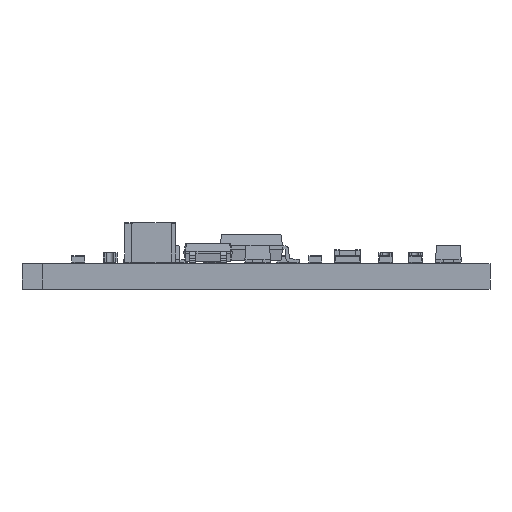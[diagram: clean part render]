
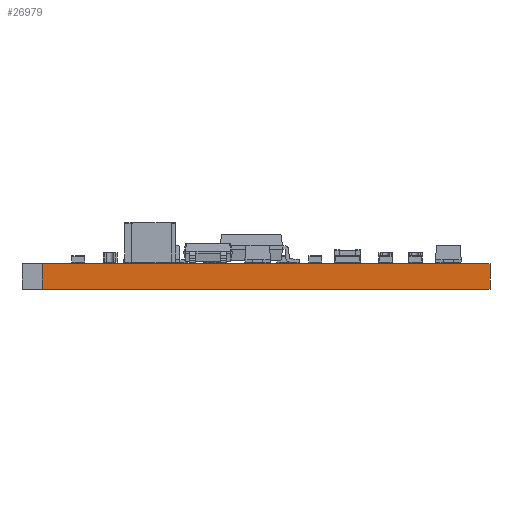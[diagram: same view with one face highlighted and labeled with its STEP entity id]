
A CAD part, front view. The second image highlights one B-rep face of the part: STEP entity #26979.
In plain terms, the highlighted planar face has unit normal (0, -1, 0).
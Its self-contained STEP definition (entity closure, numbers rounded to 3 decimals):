
#25630 = PLANE('',#25631);
#25631 = AXIS2_PLACEMENT_3D('',#25632,#25633,#25634);
#25632 = CARTESIAN_POINT('',(115.112,-74.812,1.6));
#25633 = DIRECTION('',(0.,0.,1.));
#25634 = DIRECTION('',(1.,0.,0.));
#25684 = PLANE('',#25685);
#25685 = AXIS2_PLACEMENT_3D('',#25686,#25687,#25688);
#25686 = CARTESIAN_POINT('',(115.112,-74.812,0.));
#25687 = DIRECTION('',(0.,0.,1.));
#25688 = DIRECTION('',(1.,0.,0.));
#25815 = PLANE('',#25816);
#25816 = AXIS2_PLACEMENT_3D('',#25817,#25818,#25819);
#25817 = CARTESIAN_POINT('',(101.6,-74.93,0.));
#25818 = DIRECTION('',(1.,0.,0.));
#25819 = DIRECTION('',(0.,-1.,0.));
#25854 = VERTEX_POINT('',#25855);
#25855 = CARTESIAN_POINT('',(101.6,-87.63,0.));
#25876 = EDGE_CURVE('',#25854,#25877,#25879,.T.);
#25877 = VERTEX_POINT('',#25878);
#25878 = CARTESIAN_POINT('',(129.54,-87.63,0.));
#25879 = SURFACE_CURVE('',#25880,(#25884,#25891),.PCURVE_S1.);
#25880 = LINE('',#25881,#25882);
#25881 = CARTESIAN_POINT('',(101.6,-87.63,0.));
#25882 = VECTOR('',#25883,1.);
#25883 = DIRECTION('',(1.,0.,0.));
#25884 = PCURVE('',#25684,#25885);
#25885 = DEFINITIONAL_REPRESENTATION('',(#25886),#25890);
#25886 = LINE('',#25887,#25888);
#25887 = CARTESIAN_POINT('',(-13.512,-12.818));
#25888 = VECTOR('',#25889,1.);
#25889 = DIRECTION('',(1.,0.));
#25890 = ( GEOMETRIC_REPRESENTATION_CONTEXT(2) 
PARAMETRIC_REPRESENTATION_CONTEXT() REPRESENTATION_CONTEXT('2D SPACE',''
  ) );
#25891 = PCURVE('',#25892,#25897);
#25892 = PLANE('',#25893);
#25893 = AXIS2_PLACEMENT_3D('',#25894,#25895,#25896);
#25894 = CARTESIAN_POINT('',(101.6,-87.63,0.));
#25895 = DIRECTION('',(0.,1.,0.));
#25896 = DIRECTION('',(1.,0.,0.));
#25897 = DEFINITIONAL_REPRESENTATION('',(#25898),#25902);
#25898 = LINE('',#25899,#25900);
#25899 = CARTESIAN_POINT('',(0.,0.));
#25900 = VECTOR('',#25901,1.);
#25901 = DIRECTION('',(1.,0.));
#25902 = ( GEOMETRIC_REPRESENTATION_CONTEXT(2) 
PARAMETRIC_REPRESENTATION_CONTEXT() REPRESENTATION_CONTEXT('2D SPACE',''
  ) );
#25920 = PLANE('',#25921);
#25921 = AXIS2_PLACEMENT_3D('',#25922,#25923,#25924);
#25922 = CARTESIAN_POINT('',(129.54,-87.63,0.));
#25923 = DIRECTION('',(-1.,0.,0.));
#25924 = DIRECTION('',(0.,1.,0.));
#26422 = VERTEX_POINT('',#26423);
#26423 = CARTESIAN_POINT('',(101.6,-87.63,1.6));
#26444 = EDGE_CURVE('',#26422,#26445,#26447,.T.);
#26445 = VERTEX_POINT('',#26446);
#26446 = CARTESIAN_POINT('',(129.54,-87.63,1.6));
#26447 = SURFACE_CURVE('',#26448,(#26452,#26459),.PCURVE_S1.);
#26448 = LINE('',#26449,#26450);
#26449 = CARTESIAN_POINT('',(101.6,-87.63,1.6));
#26450 = VECTOR('',#26451,1.);
#26451 = DIRECTION('',(1.,0.,0.));
#26452 = PCURVE('',#25630,#26453);
#26453 = DEFINITIONAL_REPRESENTATION('',(#26454),#26458);
#26454 = LINE('',#26455,#26456);
#26455 = CARTESIAN_POINT('',(-13.512,-12.818));
#26456 = VECTOR('',#26457,1.);
#26457 = DIRECTION('',(1.,0.));
#26458 = ( GEOMETRIC_REPRESENTATION_CONTEXT(2) 
PARAMETRIC_REPRESENTATION_CONTEXT() REPRESENTATION_CONTEXT('2D SPACE',''
  ) );
#26459 = PCURVE('',#25892,#26460);
#26460 = DEFINITIONAL_REPRESENTATION('',(#26461),#26465);
#26461 = LINE('',#26462,#26463);
#26462 = CARTESIAN_POINT('',(0.,-1.6));
#26463 = VECTOR('',#26464,1.);
#26464 = DIRECTION('',(1.,0.));
#26465 = ( GEOMETRIC_REPRESENTATION_CONTEXT(2) 
PARAMETRIC_REPRESENTATION_CONTEXT() REPRESENTATION_CONTEXT('2D SPACE',''
  ) );
#26931 = EDGE_CURVE('',#25854,#26422,#26932,.T.);
#26932 = SURFACE_CURVE('',#26933,(#26937,#26944),.PCURVE_S1.);
#26933 = LINE('',#26934,#26935);
#26934 = CARTESIAN_POINT('',(101.6,-87.63,0.));
#26935 = VECTOR('',#26936,1.);
#26936 = DIRECTION('',(0.,0.,1.));
#26937 = PCURVE('',#25815,#26938);
#26938 = DEFINITIONAL_REPRESENTATION('',(#26939),#26943);
#26939 = LINE('',#26940,#26941);
#26940 = CARTESIAN_POINT('',(12.7,0.));
#26941 = VECTOR('',#26942,1.);
#26942 = DIRECTION('',(0.,-1.));
#26943 = ( GEOMETRIC_REPRESENTATION_CONTEXT(2) 
PARAMETRIC_REPRESENTATION_CONTEXT() REPRESENTATION_CONTEXT('2D SPACE',''
  ) );
#26944 = PCURVE('',#25892,#26945);
#26945 = DEFINITIONAL_REPRESENTATION('',(#26946),#26950);
#26946 = LINE('',#26947,#26948);
#26947 = CARTESIAN_POINT('',(0.,0.));
#26948 = VECTOR('',#26949,1.);
#26949 = DIRECTION('',(0.,-1.));
#26950 = ( GEOMETRIC_REPRESENTATION_CONTEXT(2) 
PARAMETRIC_REPRESENTATION_CONTEXT() REPRESENTATION_CONTEXT('2D SPACE',''
  ) );
#26979 = ADVANCED_FACE('',(#26980),#25892,.F.);
#26980 = FACE_BOUND('',#26981,.F.);
#26981 = EDGE_LOOP('',(#26982,#26983,#26984,#27005));
#26982 = ORIENTED_EDGE('',*,*,#26931,.T.);
#26983 = ORIENTED_EDGE('',*,*,#26444,.T.);
#26984 = ORIENTED_EDGE('',*,*,#26985,.F.);
#26985 = EDGE_CURVE('',#25877,#26445,#26986,.T.);
#26986 = SURFACE_CURVE('',#26987,(#26991,#26998),.PCURVE_S1.);
#26987 = LINE('',#26988,#26989);
#26988 = CARTESIAN_POINT('',(129.54,-87.63,0.));
#26989 = VECTOR('',#26990,1.);
#26990 = DIRECTION('',(0.,0.,1.));
#26991 = PCURVE('',#25892,#26992);
#26992 = DEFINITIONAL_REPRESENTATION('',(#26993),#26997);
#26993 = LINE('',#26994,#26995);
#26994 = CARTESIAN_POINT('',(27.94,0.));
#26995 = VECTOR('',#26996,1.);
#26996 = DIRECTION('',(0.,-1.));
#26997 = ( GEOMETRIC_REPRESENTATION_CONTEXT(2) 
PARAMETRIC_REPRESENTATION_CONTEXT() REPRESENTATION_CONTEXT('2D SPACE',''
  ) );
#26998 = PCURVE('',#25920,#26999);
#26999 = DEFINITIONAL_REPRESENTATION('',(#27000),#27004);
#27000 = LINE('',#27001,#27002);
#27001 = CARTESIAN_POINT('',(0.,0.));
#27002 = VECTOR('',#27003,1.);
#27003 = DIRECTION('',(0.,-1.));
#27004 = ( GEOMETRIC_REPRESENTATION_CONTEXT(2) 
PARAMETRIC_REPRESENTATION_CONTEXT() REPRESENTATION_CONTEXT('2D SPACE',''
  ) );
#27005 = ORIENTED_EDGE('',*,*,#25876,.F.);
